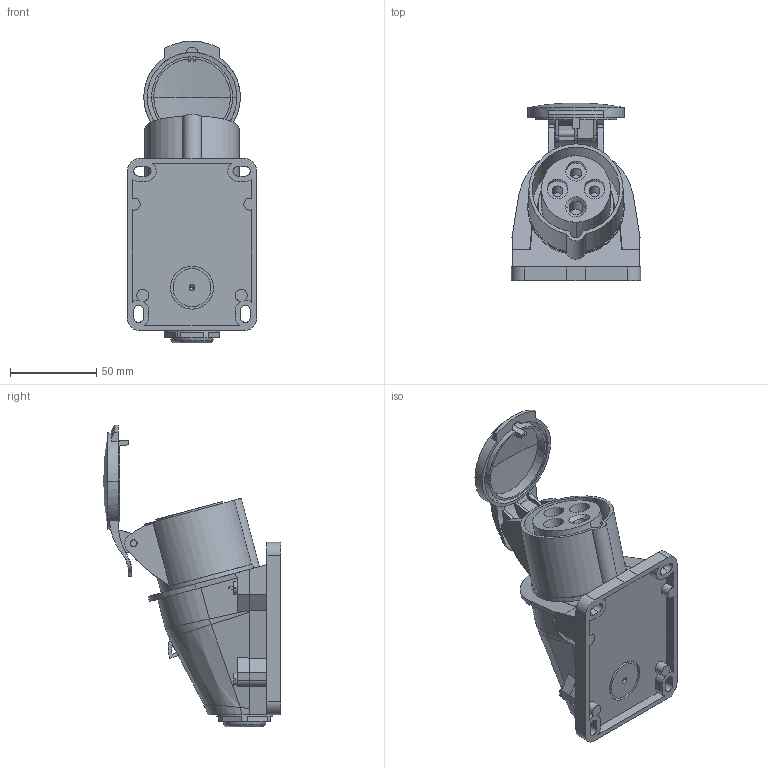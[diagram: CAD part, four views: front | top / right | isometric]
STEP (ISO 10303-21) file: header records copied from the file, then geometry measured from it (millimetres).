
FILE_DESCRIPTION((''),'2;1');
FILE_NAME('PKF16W434_3D-SIMPLIFIED_ASM','2023-03-06T14:31:48',('melanie.cordero'),(''),'CREO PARAMETRIC BY PTC INC, 2018260','CREO PARAMETRIC BY PTC INC, 2018260','');
FILE_SCHEMA(('CONFIG_CONTROL_DESIGN'));
Length unit declared in the file: millimetre
Products named in the file (9): PRT01; PRT02; PRT03; PRT04; PRT05; PRT06; PRT07; PRT08; PKF16W434_3D-SIMPLIFIED_ASM
Assembly tree (11 placements, depth 2):
  PKF16W434_3D-SIMPLIFIED_ASM
    PRT01
    PRT02
    PRT03  x4
    PRT04
    PRT05
    PRT06
    PRT07
    PRT08
Bounding box: 75 x 102.98 x 174.96 mm (x, y, z)
Volume: 194049.7 mm3; surface area: 100633.8 mm2
Topology: 11 solids, 11 shells, 583 faces, 1682 edges, 1137 vertices
Faces by surface type: plane 333, cylinder 163, cone 42, bspline 20, torus 19, sphere 6
Entity records: 16055 total; most frequent: CARTESIAN_POINT 3901, DIRECTION 2540, ORIENTED_EDGE 2516, EDGE_CURVE 1258, AXIS2_PLACEMENT_3D 927, VERTEX_POINT 858, VECTOR 686, LINE 686
